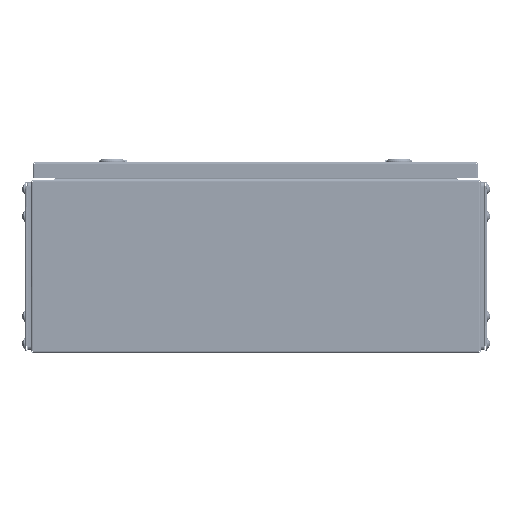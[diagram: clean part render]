
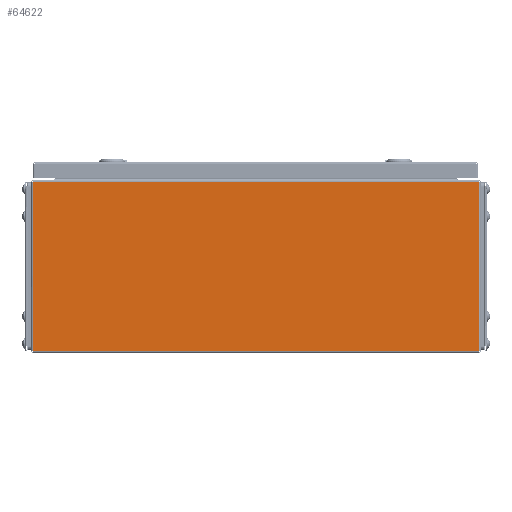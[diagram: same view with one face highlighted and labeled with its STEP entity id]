
A CAD part, left-side view. The second image highlights one B-rep face of the part: STEP entity #64622.
In plain terms, the highlighted planar face has unit normal (-1, 0, 0).
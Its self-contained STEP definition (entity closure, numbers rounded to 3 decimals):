
#474 = ORIENTED_EDGE ( 'NONE', *, *, #20787, .F. ) ;
#6312 = VERTEX_POINT ( 'NONE', #44769 ) ;
#8273 = CARTESIAN_POINT ( 'NONE',  ( -200., -245.5, 187.5 ) ) ;
#9706 = VECTOR ( 'NONE', #65141, 1000. ) ;
#9945 = DIRECTION ( 'NONE',  ( 0., 0., 1. ) ) ;
#10902 = DIRECTION ( 'NONE',  ( 0., 1., 0. ) ) ;
#11396 = EDGE_LOOP ( 'NONE', ( #70767, #61567, #474, #17959 ) ) ;
#17959 = ORIENTED_EDGE ( 'NONE', *, *, #74263, .T. ) ;
#20787 = EDGE_CURVE ( 'NONE', #34567, #51644, #81133, .T. ) ;
#21057 = DIRECTION ( 'NONE',  ( 0., 0., -1. ) ) ;
#34567 = VERTEX_POINT ( 'NONE', #62440 ) ;
#34886 = VECTOR ( 'NONE', #21057, 1000. ) ;
#39419 = CARTESIAN_POINT ( 'NONE',  ( -200., 0., 0. ) ) ;
#40846 = EDGE_CURVE ( 'NONE', #52688, #6312, #45761, .T. ) ;
#44769 = CARTESIAN_POINT ( 'NONE',  ( -200., 245.5, 187.5 ) ) ;
#45649 = FACE_OUTER_BOUND ( 'NONE', #11396, .T. ) ;
#45761 = LINE ( 'NONE', #69683, #9706 ) ;
#47971 = CARTESIAN_POINT ( 'NONE',  ( -200., -245.5, 0. ) ) ;
#51644 = VERTEX_POINT ( 'NONE', #68096 ) ;
#52688 = VERTEX_POINT ( 'NONE', #8273 ) ;
#58017 = DIRECTION ( 'NONE',  ( 0., 0., -1. ) ) ;
#60761 = LINE ( 'NONE', #47971, #78617 ) ;
#61567 = ORIENTED_EDGE ( 'NONE', *, *, #68231, .T. ) ;
#62440 = CARTESIAN_POINT ( 'NONE',  ( -200., -245.5, 1. ) ) ;
#64622 = ADVANCED_FACE ( 'NONE', ( #45649 ), #69976, .F. ) ;
#64856 = LINE ( 'NONE', #73779, #34886 ) ;
#65141 = DIRECTION ( 'NONE',  ( 0., 1., 0. ) ) ;
#67533 = CARTESIAN_POINT ( 'NONE',  ( -200., 245.5, 1. ) ) ;
#68096 = CARTESIAN_POINT ( 'NONE',  ( -200., 245.5, 1. ) ) ;
#68231 = EDGE_CURVE ( 'NONE', #6312, #51644, #64856, .T. ) ;
#69683 = CARTESIAN_POINT ( 'NONE',  ( -200., -245.5, 187.5 ) ) ;
#69976 = PLANE ( 'NONE',  #78088 ) ;
#70767 = ORIENTED_EDGE ( 'NONE', *, *, #40846, .T. ) ;
#73779 = CARTESIAN_POINT ( 'NONE',  ( -200., 245.5, 0. ) ) ;
#74263 = EDGE_CURVE ( 'NONE', #34567, #52688, #60761, .T. ) ;
#77003 = DIRECTION ( 'NONE',  ( 1., 0., 0. ) ) ;
#77812 = VECTOR ( 'NONE', #10902, 1000. ) ;
#78088 = AXIS2_PLACEMENT_3D ( 'NONE', #39419, #77003, #58017 ) ;
#78617 = VECTOR ( 'NONE', #9945, 1000. ) ;
#81133 = LINE ( 'NONE', #67533, #77812 ) ;
